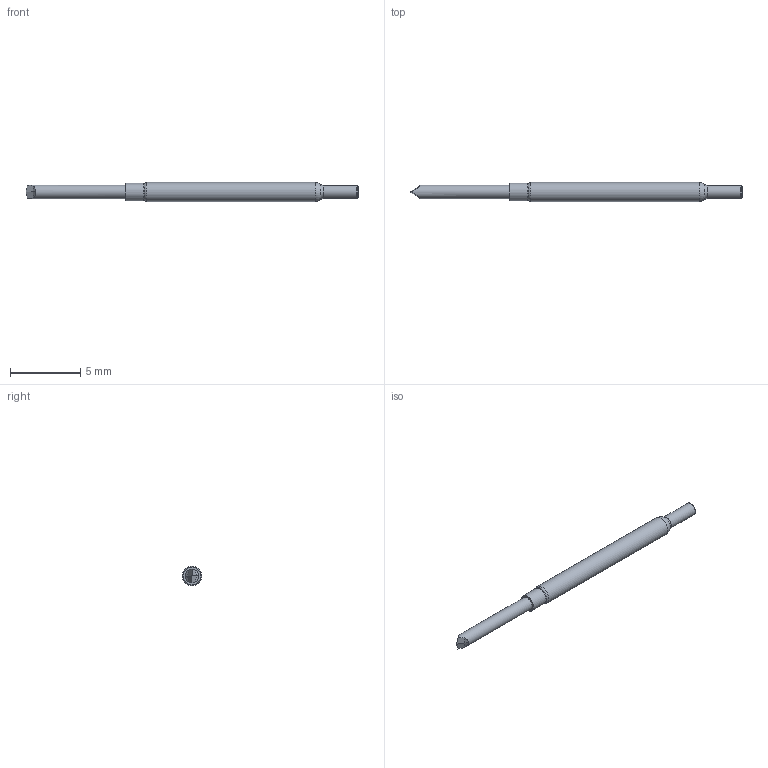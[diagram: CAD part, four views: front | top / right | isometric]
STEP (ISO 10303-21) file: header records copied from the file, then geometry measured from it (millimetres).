
FILE_DESCRIPTION (( 'STEP AP214' ), '1' );
FILE_NAME ('X75-PRP16S8RP.STEP', '2017-06-06T19:37:56', ( '' ), ( '' ), 'SwSTEP 2.0', 'SolidWorks 2016', '' );
FILE_SCHEMA (( 'AUTOMOTIVE_DESIGN' ));
Length unit declared in the file: inch
Products named in the file (1): X75-PRP16S8RP
Bounding box: 23.62 x 1.37 x 1.37 mm (x, y, z)
Volume: 26.5 mm3; surface area: 88.9 mm2
Topology: 1 solids, 1 shells, 21 faces, 44 edges, 26 vertices
Faces by surface type: cone 10, cylinder 4, torus 4, plane 3
Full cylindrical faces by diameter (mm): 0.922 x1, 0.96 x1, 1.232 x1, 1.367 x1
Entity records: 833 total; most frequent: CARTESIAN_POINT 142, DIRECTION 74, ORIENTED_EDGE 66, AXIS2_PLACEMENT_3D 37, EDGE_CURVE 33, EDGE_LOOP 32, FACE_OUTER_BOUND 29, VERTEX_POINT 25
